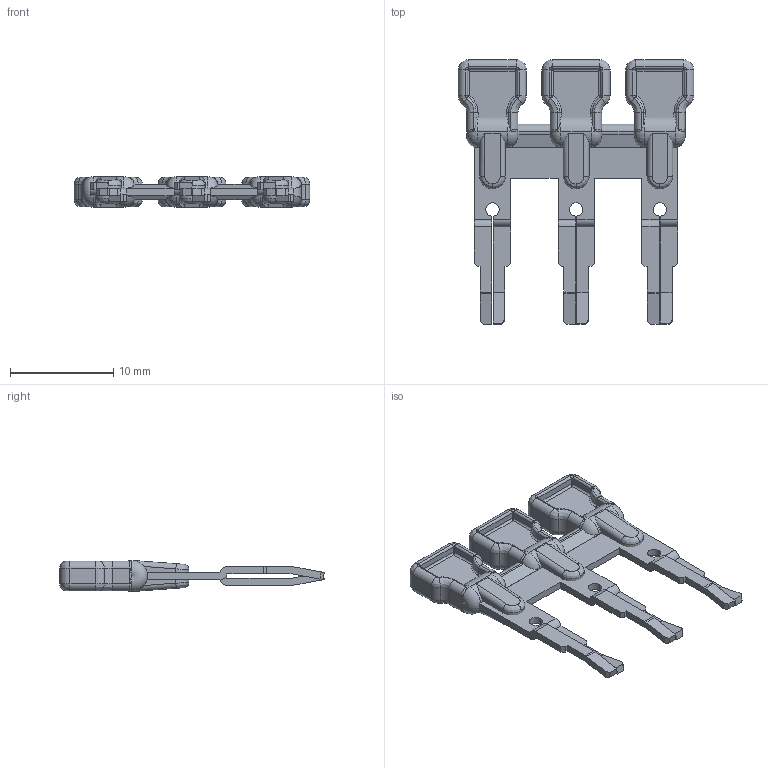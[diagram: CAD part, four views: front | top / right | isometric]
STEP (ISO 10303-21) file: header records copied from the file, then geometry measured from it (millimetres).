
FILE_DESCRIPTION (( 'STEP AP214' ), '1' );
FILE_NAME ('43530_03_DN-3J6Y.STEP', '2014-05-29T12:59:31', ( '' ), ( '' ), 'SwSTEP 2.0', 'SolidWorks 2013', '' );
FILE_SCHEMA (( 'AUTOMOTIVE_DESIGN' ));
Length unit declared in the file: millimetre
Products named in the file (1): 43530_03_DN-3J6Y
Bounding box: 22.8 x 25.63 x 3 mm (x, y, z)
Volume: 485.9 mm3; surface area: 1198.9 mm2
Topology: 2 solids, 2 shells, 531 faces, 1289 edges, 736 vertices
Faces by surface type: cylinder 214, plane 157, bspline 143, torus 17
Entity records: 18982 total; most frequent: CARTESIAN_POINT 7417, ORIENTED_EDGE 2526, DIRECTION 2272, EDGE_CURVE 1263, AXIS2_PLACEMENT_3D 830, VERTEX_POINT 736, VECTOR 612, LINE 612
